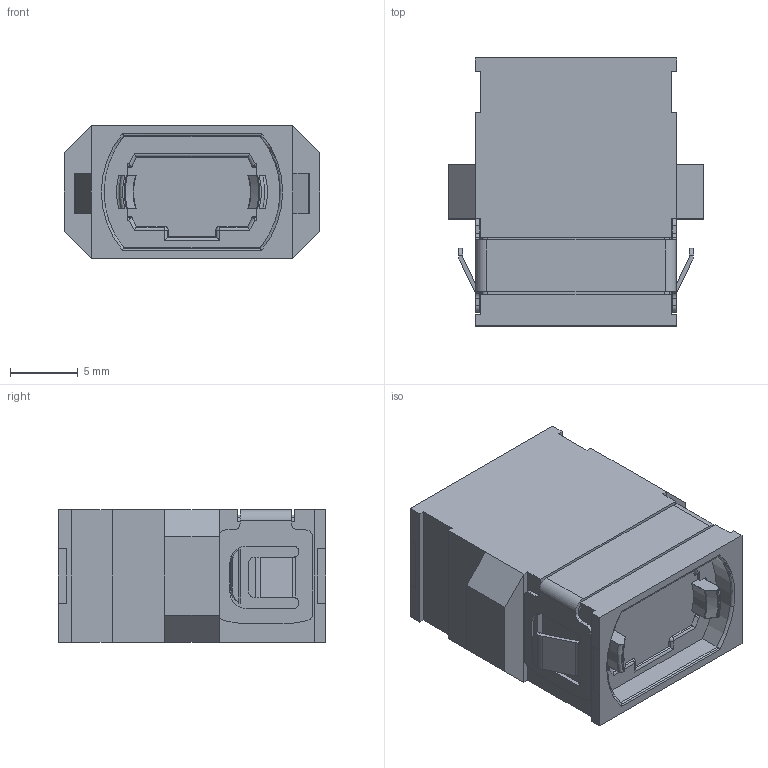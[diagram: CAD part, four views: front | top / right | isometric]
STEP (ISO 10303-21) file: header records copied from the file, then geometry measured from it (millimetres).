
FILE_DESCRIPTION (( 'STEP AP214' ), '1' );
FILE_NAME ('FOA-994A_LC_3D.step', '2025-06-30T16:50:11', ( '' ), ( '' ), 'SwSTEP 2.0', 'SolidWorks 2022', '' );
FILE_SCHEMA (( 'AUTOMOTIVE_DESIGN' ));
Length unit declared in the file: millimetre
Products named in the file (1): FOA-994A_LC_3D
Bounding box: 18.9 x 19.8 x 9.8 mm (x, y, z)
Volume: 2605.2 mm3; surface area: 1853.6 mm2
Topology: 1 solids, 1 shells, 368 faces, 990 edges, 620 vertices
Faces by surface type: cylinder 156, plane 120, bspline 56, torus 28, sphere 4, cone 4
Entity records: 15164 total; most frequent: CARTESIAN_POINT 5263, ORIENTED_EDGE 1956, DIRECTION 1604, EDGE_CURVE 978, VERTEX_POINT 620, AXIS2_PLACEMENT_3D 557, LINE 490, VECTOR 490
